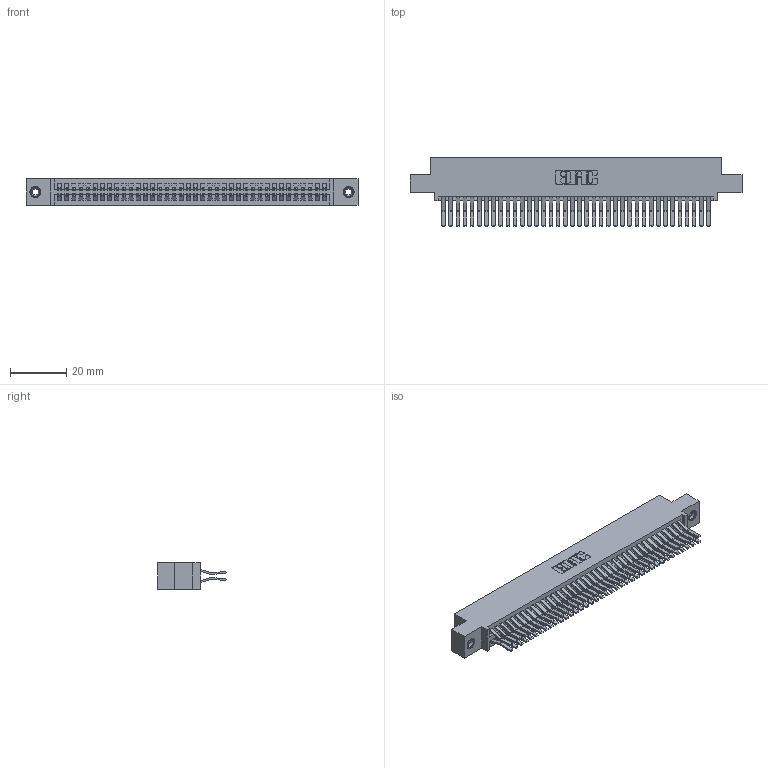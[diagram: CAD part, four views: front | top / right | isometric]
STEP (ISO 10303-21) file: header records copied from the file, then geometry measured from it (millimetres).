
FILE_DESCRIPTION (( 'STEP AP203' ), '1' );
FILE_NAME ('395-076-560-508.STEP', '2019-10-24T18:00:28', ( '' ), ( '' ), 'SwSTEP 2.0', 'SolidWorks 2016', '' );
FILE_SCHEMA (( 'CONFIG_CONTROL_DESIGN' ));
Length unit declared in the file: inch
Products named in the file (4): 345 Part_0.110 Offset - 0.156 Dia-TI; 345-292-001_560 Tail; 345-250-001_345-250-003-102; 395-076-560-508
Assembly tree (79 placements, depth 2):
  395-076-560-508
    345 Part_0.110 Offset - 0.156 Dia-TI
    345-292-001_560 Tail  x76
    345-250-001_345-250-003-102  x2
Bounding box: 117.73 x 24.45 x 9.4 mm (x, y, z)
Volume: 11817.5 mm3; surface area: 18778.2 mm2
Topology: 79 solids, 79 shells, 4142 faces, 12269 edges, 8070 vertices
Faces by surface type: plane 2624, cylinder 1502, cone 12, torus 4
Entity records: 31760 total; most frequent: CARTESIAN_POINT 5311, ORIENTED_EDGE 5238, DIRECTION 4717, EDGE_CURVE 2619, LINE 2311, VECTOR 2311, VERTEX_POINT 1740, AXIS2_PLACEMENT_3D 1203
